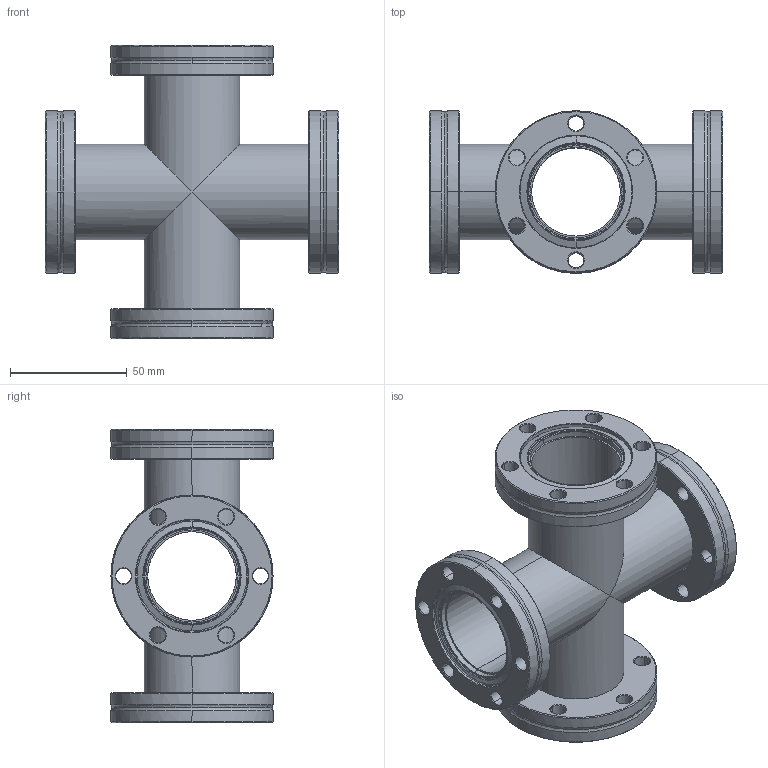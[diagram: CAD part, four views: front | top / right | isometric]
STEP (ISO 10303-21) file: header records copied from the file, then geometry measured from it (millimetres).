
FILE_DESCRIPTION((''),'2;1');
FILE_NAME('213-322.stp','2004-01-21T16:24:36',('KAA'),(''),'Autodesk Inventor (R) 6.0','Autodesk Inventor (R) 6.0','');
FILE_SCHEMA(('CONFIG_CONTROL_DESIGN'));
Length unit declared in the file: millimetre
Products named in the file (1): 213-322
Bounding box: 126 x 69.5 x 126 mm (x, y, z)
Volume: 149194 mm3; surface area: 91942.6 mm2
Topology: 1 solids, 1 shells, 326 faces, 772 edges, 464 vertices
Faces by surface type: cone 148, bspline 72, cylinder 60, torus 24, plane 22
Entity records: 11411 total; most frequent: CARTESIAN_POINT 3611, DIRECTION 1766, ORIENTED_EDGE 1544, EDGE_CURVE 772, AXIS2_PLACEMENT_3D 755, CIRCLE 484, VERTEX_POINT 464, EDGE_LOOP 396
